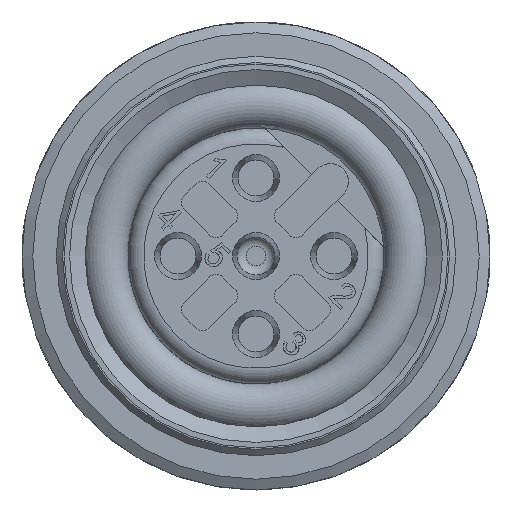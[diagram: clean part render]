
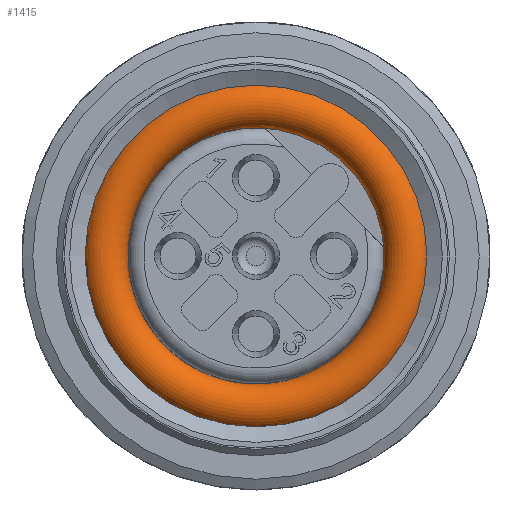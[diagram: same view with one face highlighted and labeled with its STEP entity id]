
A CAD part, front view. The second image highlights one B-rep face of the part: STEP entity #1415.
In plain terms, the highlighted toroidal (fillet/blend) face has major radius 4.85 mm and minor radius 0.75 mm.
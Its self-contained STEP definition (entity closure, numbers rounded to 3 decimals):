
#85=TOROIDAL_SURFACE('',#4600,4.85,0.75);
#1025=B_SPLINE_CURVE_WITH_KNOTS('',3,(#8261,#8262,#8263,#8264,#8265,#8266,
#8267,#8268,#8269,#8270),.UNSPECIFIED.,.F.,.F.,(4,3,3,4),(0.,0.324,
0.645,1.),.UNSPECIFIED.);
#1026=B_SPLINE_CURVE_WITH_KNOTS('',3,(#8274,#8275,#8276,#8277,#8278,#8279,
#8280,#8281,#8282,#8283),.UNSPECIFIED.,.F.,.F.,(4,3,3,4),(0.,0.421,
0.744,1.),.UNSPECIFIED.);
#1415=ADVANCED_FACE('',(#1665,#1666),#85,.T.);
#1665=FACE_BOUND('',#1878,.T.);
#1666=FACE_BOUND('',#1879,.T.);
#1878=EDGE_LOOP('',(#2642,#2643,#2644,#2645));
#1879=EDGE_LOOP('',(#2646));
#2642=ORIENTED_EDGE('',*,*,#4009,.T.);
#2643=ORIENTED_EDGE('',*,*,#4010,.T.);
#2644=ORIENTED_EDGE('',*,*,#4011,.F.);
#2645=ORIENTED_EDGE('',*,*,#4012,.T.);
#2646=ORIENTED_EDGE('',*,*,#3950,.T.);
#3443=VERTEX_POINT('',#8092);
#3484=VERTEX_POINT('',#8259);
#3485=VERTEX_POINT('',#8260);
#3486=VERTEX_POINT('',#8271);
#3487=VERTEX_POINT('',#8273);
#3950=EDGE_CURVE('',#3443,#3443,#4359,.T.);
#4009=EDGE_CURVE('',#3484,#3485,#4388,.T.);
#4010=EDGE_CURVE('',#3485,#3486,#1025,.T.);
#4011=EDGE_CURVE('',#3487,#3486,#4389,.T.);
#4012=EDGE_CURVE('',#3487,#3484,#1026,.T.);
#4359=CIRCLE('',#4538,5.475);
#4388=CIRCLE('',#4598,4.1);
#4389=CIRCLE('',#4599,4.291);
#4538=AXIS2_PLACEMENT_3D('',#8091,#4940,#4941);
#4598=AXIS2_PLACEMENT_3D('',#8258,#5078,#5079);
#4599=AXIS2_PLACEMENT_3D('',#8272,#5080,#5081);
#4600=AXIS2_PLACEMENT_3D('',#8284,#5082,#5083);
#4940=DIRECTION('',(0.,-1.,0.));
#4941=DIRECTION('',(0.,0.,-1.));
#5078=DIRECTION('',(0.,1.,0.));
#5079=DIRECTION('',(1.,0.,0.));
#5080=DIRECTION('',(0.,-1.,0.));
#5081=DIRECTION('',(0.,0.,-1.));
#5082=DIRECTION('',(0.,1.,0.));
#5083=DIRECTION('',(-1.,0.,0.));
#8091=CARTESIAN_POINT('',(132.751,-44.465,0.));
#8092=CARTESIAN_POINT('',(132.751,-44.465,-5.475));
#8258=CARTESIAN_POINT('',(132.751,-44.061,0.));
#8259=CARTESIAN_POINT('',(136.84,-44.061,0.295));
#8260=CARTESIAN_POINT('',(133.046,-44.056,4.089));
#8261=CARTESIAN_POINT('',(133.046,-44.056,4.089));
#8262=CARTESIAN_POINT('',(133.046,-43.991,4.089));
#8263=CARTESIAN_POINT('',(133.037,-43.926,4.098));
#8264=CARTESIAN_POINT('',(133.021,-43.865,4.114));
#8265=CARTESIAN_POINT('',(133.005,-43.806,4.131));
#8266=CARTESIAN_POINT('',(132.981,-43.749,4.154));
#8267=CARTESIAN_POINT('',(132.953,-43.699,4.182));
#8268=CARTESIAN_POINT('',(132.922,-43.643,4.213));
#8269=CARTESIAN_POINT('',(132.885,-43.593,4.25));
#8270=CARTESIAN_POINT('',(132.845,-43.55,4.29));
#8271=CARTESIAN_POINT('',(132.845,-43.55,4.29));
#8272=CARTESIAN_POINT('',(132.751,-43.55,0.));
#8273=CARTESIAN_POINT('',(137.041,-43.55,0.094));
#8274=CARTESIAN_POINT('',(137.041,-43.55,0.094));
#8275=CARTESIAN_POINT('',(136.994,-43.602,0.142));
#8276=CARTESIAN_POINT('',(136.95,-43.663,0.185));
#8277=CARTESIAN_POINT('',(136.916,-43.733,0.219));
#8278=CARTESIAN_POINT('',(136.889,-43.786,0.246));
#8279=CARTESIAN_POINT('',(136.868,-43.845,0.267));
#8280=CARTESIAN_POINT('',(136.855,-43.908,0.28));
#8281=CARTESIAN_POINT('',(136.845,-43.957,0.29));
#8282=CARTESIAN_POINT('',(136.84,-44.01,0.295));
#8283=CARTESIAN_POINT('',(136.84,-44.061,0.295));
#8284=CARTESIAN_POINT('',(132.751,-44.05,0.));
